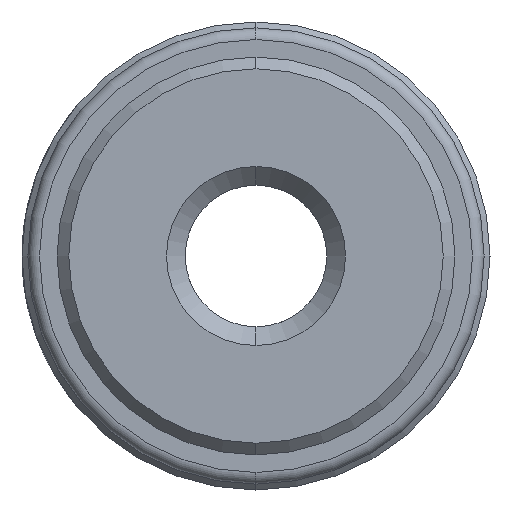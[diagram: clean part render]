
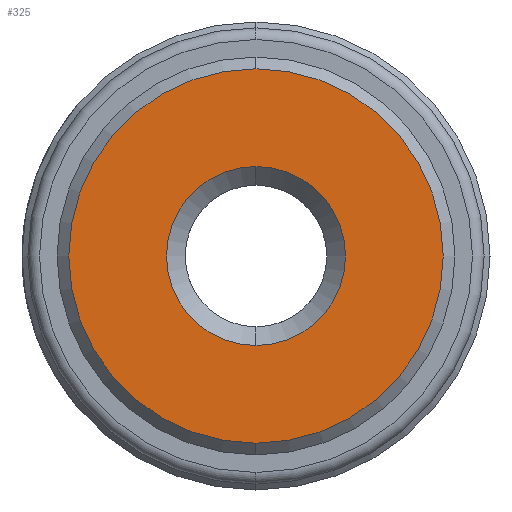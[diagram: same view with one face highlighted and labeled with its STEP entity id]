
A CAD part, left-side view. The second image highlights one B-rep face of the part: STEP entity #325.
In plain terms, the highlighted planar face has unit normal (-1, 0, 0).
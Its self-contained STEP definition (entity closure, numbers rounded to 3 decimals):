
#222 = AXIS2_PLACEMENT_3D ( 'NONE', #619, #621, #622 ) ;
#226 = AXIS2_PLACEMENT_3D ( 'NONE', #607, #611, #612 ) ;
#255 = AXIS2_PLACEMENT_3D ( 'NONE', #456, #458, #459 ) ;
#259 = AXIS2_PLACEMENT_3D ( 'NONE', #439, #440, #441 ) ;
#325 = ADVANCED_FACE ( 'NONE', ( #699, #688 ), #1171, .T. ) ;
#365 = CIRCLE ( 'NONE', #222, 3.825 ) ;
#370 = CIRCLE ( 'NONE', #226, 8. ) ;
#409 = CIRCLE ( 'NONE', #255, 8. ) ;
#417 = CIRCLE ( 'NONE', #259, 3.825 ) ;
#439 = CARTESIAN_POINT ( 'NONE',  ( -37.426, 0., 0. ) ) ;
#440 = DIRECTION ( 'NONE',  ( 1., 0., 0. ) ) ;
#441 = DIRECTION ( 'NONE',  ( 0., 0., -1. ) ) ;
#456 = CARTESIAN_POINT ( 'NONE',  ( -37.426, 0., 0. ) ) ;
#458 = DIRECTION ( 'NONE',  ( 1., 0., 0. ) ) ;
#459 = DIRECTION ( 'NONE',  ( 0., 0., -1. ) ) ;
#496 = CARTESIAN_POINT ( 'NONE',  ( -37.426, 0., -3.825 ) ) ;
#607 = CARTESIAN_POINT ( 'NONE',  ( -37.426, 0., 0. ) ) ;
#611 = DIRECTION ( 'NONE',  ( 1., 0., 0. ) ) ;
#612 = DIRECTION ( 'NONE',  ( 0., 0., -1. ) ) ;
#619 = CARTESIAN_POINT ( 'NONE',  ( -37.426, 0., 0. ) ) ;
#621 = DIRECTION ( 'NONE',  ( 1., 0., 0. ) ) ;
#622 = DIRECTION ( 'NONE',  ( 0., 0., -1. ) ) ;
#628 = CARTESIAN_POINT ( 'NONE',  ( -37.426, 0., 3.825 ) ) ;
#632 = AXIS2_PLACEMENT_3D ( 'NONE', #1183, #1119, #1160 ) ;
#688 = FACE_OUTER_BOUND ( 'NONE', #1167, .T. ) ;
#699 = FACE_BOUND ( 'NONE', #1288, .T. ) ;
#905 = EDGE_CURVE ( 'NONE', #975, #921, #417, .T. ) ;
#910 = EDGE_CURVE ( 'NONE', #1333, #1339, #409, .T. ) ;
#921 = VERTEX_POINT ( 'NONE', #496 ) ;
#957 = EDGE_CURVE ( 'NONE', #1339, #1333, #370, .T. ) ;
#962 = EDGE_CURVE ( 'NONE', #921, #975, #365, .T. ) ;
#975 = VERTEX_POINT ( 'NONE', #628 ) ;
#1041 = ORIENTED_EDGE ( 'NONE', *, *, #962, .T. ) ;
#1119 = DIRECTION ( 'NONE',  ( -1., 0., 0. ) ) ;
#1160 = DIRECTION ( 'NONE',  ( 0., 0., 1. ) ) ;
#1167 = EDGE_LOOP ( 'NONE', ( #1201, #1299 ) ) ;
#1171 = PLANE ( 'NONE',  #632 ) ;
#1172 = CARTESIAN_POINT ( 'NONE',  ( -37.426, 0., -8. ) ) ;
#1179 = ORIENTED_EDGE ( 'NONE', *, *, #905, .T. ) ;
#1183 = CARTESIAN_POINT ( 'NONE',  ( -37.426, 3.825, 0. ) ) ;
#1201 = ORIENTED_EDGE ( 'NONE', *, *, #910, .F. ) ;
#1258 = CARTESIAN_POINT ( 'NONE',  ( -37.426, 0., 8. ) ) ;
#1288 = EDGE_LOOP ( 'NONE', ( #1179, #1041 ) ) ;
#1299 = ORIENTED_EDGE ( 'NONE', *, *, #957, .F. ) ;
#1333 = VERTEX_POINT ( 'NONE', #1172 ) ;
#1339 = VERTEX_POINT ( 'NONE', #1258 ) ;
